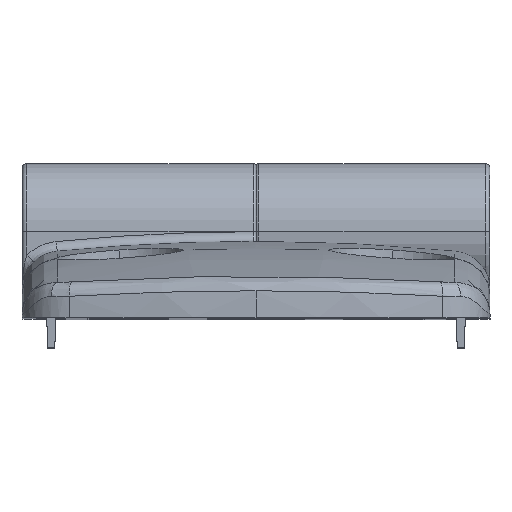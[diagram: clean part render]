
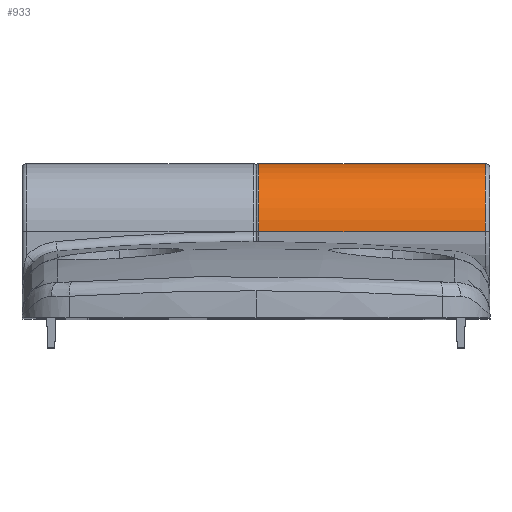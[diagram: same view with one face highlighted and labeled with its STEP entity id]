
A CAD part, top view. The second image highlights one B-rep face of the part: STEP entity #933.
In plain terms, the highlighted cylindrical face has radius 7 mm (diameter 14 mm), a partial arc.
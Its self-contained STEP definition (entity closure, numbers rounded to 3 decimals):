
#133 = CARTESIAN_POINT ( 'NONE',  ( 0.3, 8.9, -7. ) ) ;
#178 = CYLINDRICAL_SURFACE ( 'NONE', #1795, 7. ) ;
#263 = EDGE_CURVE ( 'NONE', #3247, #4609, #3155, .T. ) ;
#431 = VECTOR ( 'NONE', #3952, 1000. ) ;
#473 = VECTOR ( 'NONE', #1984, 1000. ) ;
#483 = ORIENTED_EDGE ( 'NONE', *, *, #263, .T. ) ;
#504 = EDGE_CURVE ( 'NONE', #3501, #4609, #591, .T. ) ;
#591 = LINE ( 'NONE', #3443, #473 ) ;
#668 = DIRECTION ( 'NONE',  ( 1., 0., 0. ) ) ;
#676 = ORIENTED_EDGE ( 'NONE', *, *, #2667, .T. ) ;
#933 = ADVANCED_FACE ( 'NONE', ( #1286 ), #178, .T. ) ;
#995 = CARTESIAN_POINT ( 'NONE',  ( 24., 8.9, -7. ) ) ;
#1272 = EDGE_CURVE ( 'NONE', #3501, #4018, #3959, .T. ) ;
#1286 = FACE_OUTER_BOUND ( 'NONE', #4679, .T. ) ;
#1558 = DIRECTION ( 'NONE',  ( 0., 0., 1. ) ) ;
#1795 = AXIS2_PLACEMENT_3D ( 'NONE', #3771, #3033, #1558 ) ;
#1984 = DIRECTION ( 'NONE',  ( -1., 0., 0. ) ) ;
#2176 = CARTESIAN_POINT ( 'NONE',  ( 23.5, 8.9, 0. ) ) ;
#2202 = AXIS2_PLACEMENT_3D ( 'NONE', #2176, #4737, #2552 ) ;
#2541 = LINE ( 'NONE', #995, #431 ) ;
#2552 = DIRECTION ( 'NONE',  ( 0., 0., 1. ) ) ;
#2667 = EDGE_CURVE ( 'NONE', #4018, #3247, #2541, .T. ) ;
#2903 = CARTESIAN_POINT ( 'NONE',  ( 0.3, 8.9, 0. ) ) ;
#3033 = DIRECTION ( 'NONE',  ( -1., 0., 0. ) ) ;
#3123 = ORIENTED_EDGE ( 'NONE', *, *, #1272, .T. ) ;
#3155 = CIRCLE ( 'NONE', #3429, 7. ) ;
#3247 = VERTEX_POINT ( 'NONE', #133 ) ;
#3260 = CARTESIAN_POINT ( 'NONE',  ( 23.5, 8.9, -7. ) ) ;
#3263 = DIRECTION ( 'NONE',  ( 0., 0., 1. ) ) ;
#3429 = AXIS2_PLACEMENT_3D ( 'NONE', #2903, #668, #3263 ) ;
#3443 = CARTESIAN_POINT ( 'NONE',  ( 24., 8.9, 7. ) ) ;
#3501 = VERTEX_POINT ( 'NONE', #4731 ) ;
#3771 = CARTESIAN_POINT ( 'NONE',  ( 24., 8.9, 0. ) ) ;
#3952 = DIRECTION ( 'NONE',  ( -1., 0., 0. ) ) ;
#3959 = CIRCLE ( 'NONE', #2202, 7. ) ;
#4018 = VERTEX_POINT ( 'NONE', #3260 ) ;
#4027 = CARTESIAN_POINT ( 'NONE',  ( 0.3, 8.9, 7. ) ) ;
#4609 = VERTEX_POINT ( 'NONE', #4027 ) ;
#4679 = EDGE_LOOP ( 'NONE', ( #4762, #3123, #676, #483 ) ) ;
#4731 = CARTESIAN_POINT ( 'NONE',  ( 23.5, 8.9, 7. ) ) ;
#4737 = DIRECTION ( 'NONE',  ( -1., 0., 0. ) ) ;
#4762 = ORIENTED_EDGE ( 'NONE', *, *, #504, .F. ) ;
